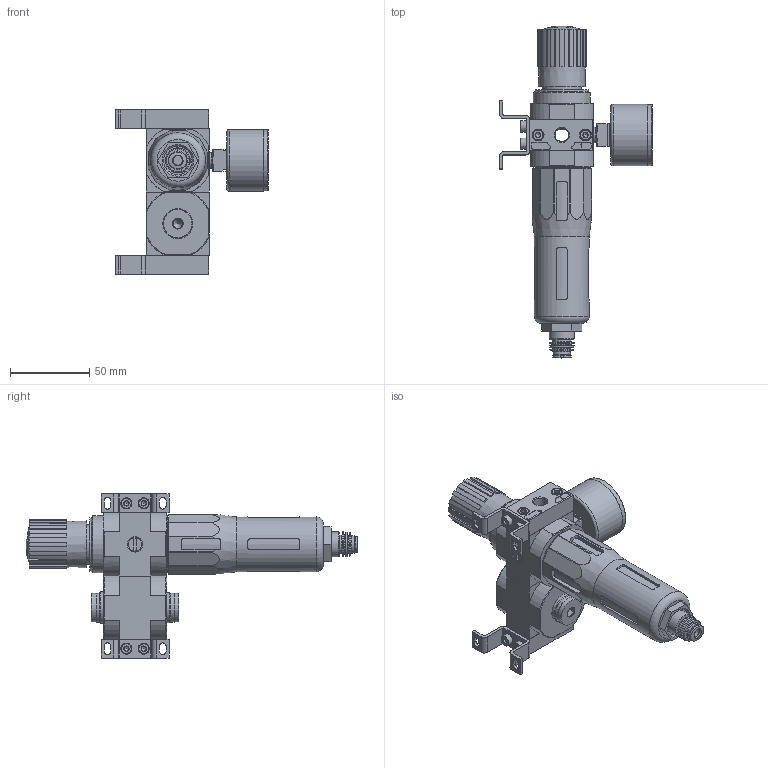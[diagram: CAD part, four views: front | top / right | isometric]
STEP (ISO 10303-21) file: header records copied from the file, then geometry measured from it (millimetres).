
FILE_DESCRIPTION(/* description */ ('STEP AP214'),/* implementation_level */ '2;1');
FILE_NAME(/* name */ '185708_LFR-1_8-D-MINI-KA-A',/* time_stamp */ '2024-09-03T20:18:33+02:00',/* author */ ('License CC BY-ND 4.0'),/* organization */ ('CADENAS'),/* preprocessor_version */ 'ST-DEVELOPER v19.3',/* originating_system */ 'PARTsolutions',/* authorisation */ ' ');
FILE_SCHEMA (('AUTOMOTIVE_DESIGN {1 0 10303 214 3 1 1}'));
Length unit declared in the file: millimetre
Products named in the file (14): 185708 LFR-1/8-D-MINI-KA-A; 380285 PBL-1/8-D-MINI-L---(1) p1; DIN-912 - M4x16(F); 159638 HFOE-D-MINI-P1; DIN-912 - M4x8(F); 380287 PBL-1/8-D-MINI-R---(0) p1; 123589 LFR-D-MINI-A--(0); 8003637 PAGN-40-16-G18; 373845 LR-MINI; 526489 MS4-LFR-V; 724703 FRM-...-D-MINI; DIN-908 G1/4A; 531772 OK-1/4; 355622 FRB-D-MINI
Assembly tree (23 placements, depth 2):
  185708 LFR-1/8-D-MINI-KA-A
    380285 PBL-1/8-D-MINI-L---(1) p1
    DIN-912 - M4x16(F)  x4
    159638 HFOE-D-MINI-P1  x2
    DIN-912 - M4x8(F)  x4
    380287 PBL-1/8-D-MINI-R---(0) p1
    123589 LFR-D-MINI-A--(0)
    8003637 PAGN-40-16-G18
    373845 LR-MINI
    526489 MS4-LFR-V
    724703 FRM-...-D-MINI
    DIN-908 G1/4A  x2
    531772 OK-1/4  x2
    355622 FRB-D-MINI  x2
Bounding box: 96.75 x 210.02 x 104 mm (x, y, z)
Volume: 302331.7 mm3; surface area: 73069.2 mm2
Topology: 23 solids, 24 shells, 948 faces, 2222 edges, 1390 vertices
Faces by surface type: plane 486, cylinder 236, cone 187, torus 34, sphere 5
Full cylindrical faces by diameter (mm): 2.9 x2, 3.242 x10, 4 x10, 4.3 x5, 5.2 x2, 6 x3, 6.2 x1, 6.9 x1, 7 x8, 7.9 x2, 8.2 x1, 8.4 x1, 8.566 x4, 9.728 x2, 10.6 x1, 11 x2, 11.4 x1, 11.445 x2, 11.6 x2, 11.8 x1, 12.01 x1, 12.2 x2, 13.157 x2, 13.3 x2, 15.6 x1, 15.7 x1, 15.8 x2, 16.2 x1, 18 x3, 18.1 x1
Entity records: 23553 total; most frequent: CARTESIAN_POINT 4142, DIRECTION 3424, ORIENTED_EDGE 3058, EDGE_CURVE 1529, AXIS2_PLACEMENT_3D 1351, VERTEX_POINT 1091, FACE_BOUND 986, EDGE_LOOP 974
